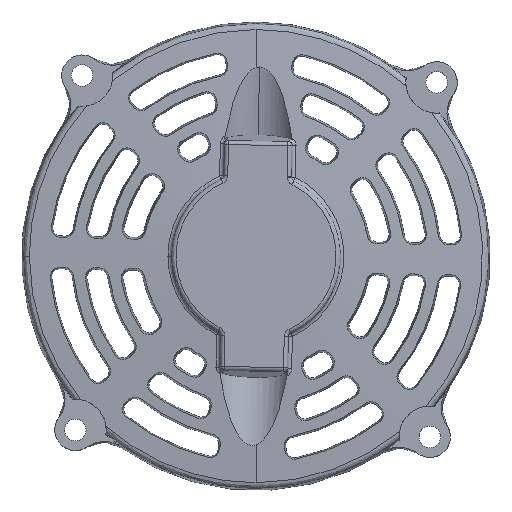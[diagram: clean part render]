
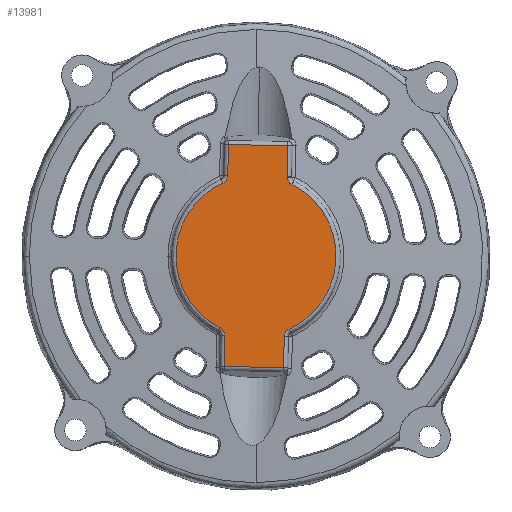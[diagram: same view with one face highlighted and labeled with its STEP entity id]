
A CAD part, top view. The second image highlights one B-rep face of the part: STEP entity #13981.
In plain terms, the highlighted planar face has unit normal (0, 0, 1).
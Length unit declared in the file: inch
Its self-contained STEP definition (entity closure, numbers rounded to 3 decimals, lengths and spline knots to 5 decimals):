
#68 = VERTEX_POINT ( 'NONE', #19689 ) ;
#417 = ORIENTED_EDGE ( 'NONE', *, *, #21275, .F. ) ;
#1107 = EDGE_CURVE ( 'NONE', #21392, #19140, #6351, .T. ) ;
#1170 = CARTESIAN_POINT ( 'NONE',  ( 0.54156, -1.47688, 1.61024 ) ) ;
#1220 = CARTESIAN_POINT ( 'NONE',  ( -0.59809, -1.45491, 1.61024 ) ) ;
#1313 = CARTESIAN_POINT ( 'NONE',  ( 0.54035, -1.53937, 1.61024 ) ) ;
#1429 = EDGE_CURVE ( 'NONE', #19263, #8581, #1654, .T. ) ;
#1654 = LINE ( 'NONE', #15102, #15433 ) ;
#1775 = FACE_OUTER_BOUND ( 'NONE', #2373, .T. ) ;
#1986 = CARTESIAN_POINT ( 'NONE',  ( 0.03112, 1.61387, 1.61024 ) ) ;
#2066 = CARTESIAN_POINT ( 'NONE',  ( -0.54035, 1.53937, 1.61024 ) ) ;
#2154 = VERTEX_POINT ( 'NONE', #15675 ) ;
#2280 = CARTESIAN_POINT ( 'NONE',  ( 0.59926, 1.51436, 1.61024 ) ) ;
#2339 = ORIENTED_EDGE ( 'NONE', *, *, #17043, .F. ) ;
#2373 = EDGE_LOOP ( 'NONE', ( #8516, #5572, #9668, #18916, #15157, #22763, #13403, #14702, #2339, #10905, #12385, #20894, #417 ) ) ;
#2770 = VECTOR ( 'NONE', #14934, 39.37008 ) ;
#3153 = LINE ( 'NONE', #16211, #7017 ) ;
#3160 = EDGE_CURVE ( 'NONE', #68, #3871, #11021, .T. ) ;
#3239 = CARTESIAN_POINT ( 'NONE',  ( 2.0204, 0.70685, 1.61024 ) ) ;
#3318 = CARTESIAN_POINT ( 'NONE',  ( 0.68635, 1.37349, 1.61024 ) ) ;
#3871 = VERTEX_POINT ( 'NONE', #6657 ) ;
#3896 = VERTEX_POINT ( 'NONE', #5260 ) ;
#3970 = CARTESIAN_POINT ( 'NONE',  ( 0.68635, 1.37349, 1.61024 ) ) ;
#4264 = CARTESIAN_POINT ( 'NONE',  ( -2.0204, -0.70685, 1.61024 ) ) ;
#4498 = CARTESIAN_POINT ( 'NONE',  ( -0.5387, 1.62486, 1.61024 ) ) ;
#5001 = CARTESIAN_POINT ( 'NONE',  ( 1.99165, -0.78421, 1.61024 ) ) ;
#5044 = EDGE_CURVE ( 'NONE', #3896, #19263, #9037, .T. ) ;
#5099 = CARTESIAN_POINT ( 'NONE',  ( 0.52883, -2.13709, 1.61024 ) ) ;
#5260 = CARTESIAN_POINT ( 'NONE',  ( 0.63289, -1.39893, 1.61024 ) ) ;
#5357 =( BOUNDED_CURVE ( )  B_SPLINE_CURVE ( 3, ( #10840, #12615, #7212, #2066 ),
 .UNSPECIFIED., .F., .F. ) 
 B_SPLINE_CURVE_WITH_KNOTS ( ( 4, 4 ),
 ( 0., 1. ),
 .UNSPECIFIED. ) 
 CURVE ( )  GEOMETRIC_REPRESENTATION_ITEM ( )  RATIONAL_B_SPLINE_CURVE ( ( 1., 0.897, 0.897, 1. ) ) 
 REPRESENTATION_ITEM ( '' )  );
#5572 = ORIENTED_EDGE ( 'NONE', *, *, #3160, .F. ) ;
#5834 = CARTESIAN_POINT ( 'NONE',  ( 0.68635, 1.37349, 1.61024 ) ) ;
#5975 = DIRECTION ( 'NONE',  ( -0.019, -1., 0. ) ) ;
#6351 = LINE ( 'NONE', #20121, #2770 ) ;
#6590 = CARTESIAN_POINT ( 'NONE',  ( -0.52883, 2.13709, 1.61024 ) ) ;
#6657 = CARTESIAN_POINT ( 'NONE',  ( -0.68635, -1.37349, 1.61024 ) ) ;
#6928 = VECTOR ( 'NONE', #8519, 39.37008 ) ;
#7017 = VECTOR ( 'NONE', #5975, 39.37008 ) ;
#7212 = CARTESIAN_POINT ( 'NONE',  ( -0.54156, 1.47688, 1.61024 ) ) ;
#7542 = EDGE_CURVE ( 'NONE', #11543, #68, #20919, .T. ) ;
#7727 = CARTESIAN_POINT ( 'NONE',  ( 0.63289, -1.39893, 1.61024 ) ) ;
#8373 = PLANE ( 'NONE',  #19857 ) ;
#8503 = VERTEX_POINT ( 'NONE', #17278 ) ;
#8516 = ORIENTED_EDGE ( 'NONE', *, *, #17348, .F. ) ;
#8519 = DIRECTION ( 'NONE',  ( -0.01, -1., 0. ) ) ;
#8581 = VERTEX_POINT ( 'NONE', #5099 ) ;
#9037 =( BOUNDED_CURVE ( )  B_SPLINE_CURVE ( 3, ( #7727, #13508, #1170, #1313 ),
 .UNSPECIFIED., .F., .F. ) 
 B_SPLINE_CURVE_WITH_KNOTS ( ( 4, 4 ),
 ( 0., 1. ),
 .UNSPECIFIED. ) 
 CURVE ( )  GEOMETRIC_REPRESENTATION_ITEM ( )  RATIONAL_B_SPLINE_CURVE ( ( 1., 0.897, 0.897, 1. ) ) 
 REPRESENTATION_ITEM ( '' )  );
#9668 = ORIENTED_EDGE ( 'NONE', *, *, #7542, .F. ) ;
#10088 = CARTESIAN_POINT ( 'NONE',  ( 0.041, 2.1261, 1.61024 ) ) ;
#10220 = CARTESIAN_POINT ( 'NONE',  ( 0.59926, 1.51436, 1.61024 ) ) ;
#10774 = VERTEX_POINT ( 'NONE', #20708 ) ;
#10840 = CARTESIAN_POINT ( 'NONE',  ( -0.63289, 1.39893, 1.61024 ) ) ;
#10905 = ORIENTED_EDGE ( 'NONE', *, *, #14505, .F. ) ;
#11021 =( BOUNDED_CURVE ( )  B_SPLINE_CURVE ( 3, ( #13484, #1220, #22344, #13706 ),
 .UNSPECIFIED., .F., .F. ) 
 B_SPLINE_CURVE_WITH_KNOTS ( ( 4, 4 ),
 ( 0., 1. ),
 .UNSPECIFIED. ) 
 CURVE ( )  GEOMETRIC_REPRESENTATION_ITEM ( )  RATIONAL_B_SPLINE_CURVE ( ( 1., 0.897, 0.897, 1. ) ) 
 REPRESENTATION_ITEM ( '' )  );
#11115 = LINE ( 'NONE', #10088, #15791 ) ;
#11376 = CARTESIAN_POINT ( 'NONE',  ( -0.63289, 1.39893, 1.61024 ) ) ;
#11472 = VECTOR ( 'NONE', #17105, 39.37008 ) ;
#11489 = CARTESIAN_POINT ( 'NONE',  ( -0.041, -2.1261, 1.61024 ) ) ;
#11543 = VERTEX_POINT ( 'NONE', #13525 ) ;
#11740 = CARTESIAN_POINT ( 'NONE',  ( -0.63289, 1.39893, 1.61024 ) ) ;
#12164 = LINE ( 'NONE', #10220, #6928 ) ;
#12385 = ORIENTED_EDGE ( 'NONE', *, *, #22437, .F. ) ;
#12615 = CARTESIAN_POINT ( 'NONE',  ( -0.57594, 1.42469, 1.61024 ) ) ;
#12903 = CARTESIAN_POINT ( 'NONE',  ( 0.6315, 1.4009, 1.61024 ) ) ;
#13056 = CARTESIAN_POINT ( 'NONE',  ( 0.59926, 1.45305, 1.61024 ) ) ;
#13361 = DIRECTION ( 'NONE',  ( 0.019, 1., 0. ) ) ;
#13403 = ORIENTED_EDGE ( 'NONE', *, *, #15226, .F. ) ;
#13484 = CARTESIAN_POINT ( 'NONE',  ( -0.59929, -1.5174, 1.61024 ) ) ;
#13491 = DIRECTION ( 'NONE',  ( -0.019, -1., 0. ) ) ;
#13508 = CARTESIAN_POINT ( 'NONE',  ( 0.57594, -1.42469, 1.61024 ) ) ;
#13525 = CARTESIAN_POINT ( 'NONE',  ( -0.61082, -2.11511, 1.61024 ) ) ;
#13706 = CARTESIAN_POINT ( 'NONE',  ( -0.68635, -1.37349, 1.61024 ) ) ;
#13981 = ADVANCED_FACE ( 'NONE', ( #1775 ), #8373, .F. ) ;
#14211 = VERTEX_POINT ( 'NONE', #11376 ) ;
#14505 = EDGE_CURVE ( 'NONE', #10774, #8503, #3153, .T. ) ;
#14702 = ORIENTED_EDGE ( 'NONE', *, *, #19535, .F. ) ;
#14934 = DIRECTION ( 'NONE',  ( 0.019, 1., 0. ) ) ;
#15102 = CARTESIAN_POINT ( 'NONE',  ( 0.60094, 1.60289, 1.61024 ) ) ;
#15157 = ORIENTED_EDGE ( 'NONE', *, *, #1429, .F. ) ;
#15226 = EDGE_CURVE ( 'NONE', #15398, #3896, #15254, .T. ) ;
#15254 =( BOUNDED_CURVE ( )  B_SPLINE_CURVE ( 3, ( #3318, #3239, #5001, #17416 ),
 .UNSPECIFIED., .F., .F. ) 
 B_SPLINE_CURVE_WITH_KNOTS ( ( 4, 4 ),
 ( 0., 1. ),
 .UNSPECIFIED. ) 
 CURVE ( )  GEOMETRIC_REPRESENTATION_ITEM ( )  RATIONAL_B_SPLINE_CURVE ( ( 1., 0.62, 0.62, 1. ) ) 
 REPRESENTATION_ITEM ( '' )  );
#15398 = VERTEX_POINT ( 'NONE', #5834 ) ;
#15433 = VECTOR ( 'NONE', #13491, 39.37008 ) ;
#15530 = CARTESIAN_POINT ( 'NONE',  ( 0.54035, -1.53937, 1.61024 ) ) ;
#15675 = CARTESIAN_POINT ( 'NONE',  ( 0.59926, 1.51436, 1.61024 ) ) ;
#15791 = VECTOR ( 'NONE', #20660, 39.37008 ) ;
#16211 = CARTESIAN_POINT ( 'NONE',  ( 0.60094, 1.60289, 1.61024 ) ) ;
#16522 = CARTESIAN_POINT ( 'NONE',  ( -0.68635, -1.37349, 1.61024 ) ) ;
#16674 =( BOUNDED_CURVE ( )  B_SPLINE_CURVE ( 3, ( #16522, #4264, #20174, #11740 ),
 .UNSPECIFIED., .F., .F. ) 
 B_SPLINE_CURVE_WITH_KNOTS ( ( 4, 4 ),
 ( 0., 1. ),
 .UNSPECIFIED. ) 
 CURVE ( )  GEOMETRIC_REPRESENTATION_ITEM ( )  RATIONAL_B_SPLINE_CURVE ( ( 1., 0.62, 0.62, 1. ) ) 
 REPRESENTATION_ITEM ( '' )  );
#17043 = EDGE_CURVE ( 'NONE', #8503, #2154, #12164, .T. ) ;
#17105 = DIRECTION ( 'NONE',  ( -1., 0.019, 0. ) ) ;
#17167 = DIRECTION ( 'NONE',  ( 0., 0., -1. ) ) ;
#17278 = CARTESIAN_POINT ( 'NONE',  ( 0.59929, 1.5174, 1.61024 ) ) ;
#17348 = EDGE_CURVE ( 'NONE', #3871, #14211, #16674, .T. ) ;
#17416 = CARTESIAN_POINT ( 'NONE',  ( 0.63289, -1.39893, 1.61024 ) ) ;
#18072 = LINE ( 'NONE', #11489, #11472 ) ;
#18637 = EDGE_CURVE ( 'NONE', #8581, #11543, #18072, .T. ) ;
#18916 = ORIENTED_EDGE ( 'NONE', *, *, #18637, .F. ) ;
#19140 = VERTEX_POINT ( 'NONE', #6590 ) ;
#19263 = VERTEX_POINT ( 'NONE', #15530 ) ;
#19535 = EDGE_CURVE ( 'NONE', #2154, #15398, #20300, .T. ) ;
#19689 = CARTESIAN_POINT ( 'NONE',  ( -0.59929, -1.5174, 1.61024 ) ) ;
#19818 = VECTOR ( 'NONE', #13361, 39.37008 ) ;
#19857 = AXIS2_PLACEMENT_3D ( 'NONE', #1986, #17167, #20654 ) ;
#20121 = CARTESIAN_POINT ( 'NONE',  ( -0.5387, 1.62486, 1.61024 ) ) ;
#20174 = CARTESIAN_POINT ( 'NONE',  ( -1.99165, 0.78421, 1.61024 ) ) ;
#20300 =( BOUNDED_CURVE ( )  B_SPLINE_CURVE ( 3, ( #2280, #13056, #12903, #3970 ),
 .UNSPECIFIED., .F., .F. ) 
 B_SPLINE_CURVE_WITH_KNOTS ( ( 4, 4 ),
 ( 0., 1. ),
 .UNSPECIFIED. ) 
 CURVE ( )  GEOMETRIC_REPRESENTATION_ITEM ( )  RATIONAL_B_SPLINE_CURVE ( ( 1., 0.9, 0.9, 1. ) ) 
 REPRESENTATION_ITEM ( '' )  );
#20654 = DIRECTION ( 'NONE',  ( -1., 0., 0. ) ) ;
#20660 = DIRECTION ( 'NONE',  ( 1., -0.019, 0. ) ) ;
#20708 = CARTESIAN_POINT ( 'NONE',  ( 0.61082, 2.11511, 1.61024 ) ) ;
#20894 = ORIENTED_EDGE ( 'NONE', *, *, #1107, .F. ) ;
#20919 = LINE ( 'NONE', #4498, #19818 ) ;
#21275 = EDGE_CURVE ( 'NONE', #14211, #21392, #5357, .T. ) ;
#21392 = VERTEX_POINT ( 'NONE', #21891 ) ;
#21891 = CARTESIAN_POINT ( 'NONE',  ( -0.54035, 1.53937, 1.61024 ) ) ;
#22344 = CARTESIAN_POINT ( 'NONE',  ( -0.63044, -1.40143, 1.61024 ) ) ;
#22437 = EDGE_CURVE ( 'NONE', #19140, #10774, #11115, .T. ) ;
#22763 = ORIENTED_EDGE ( 'NONE', *, *, #5044, .F. ) ;
